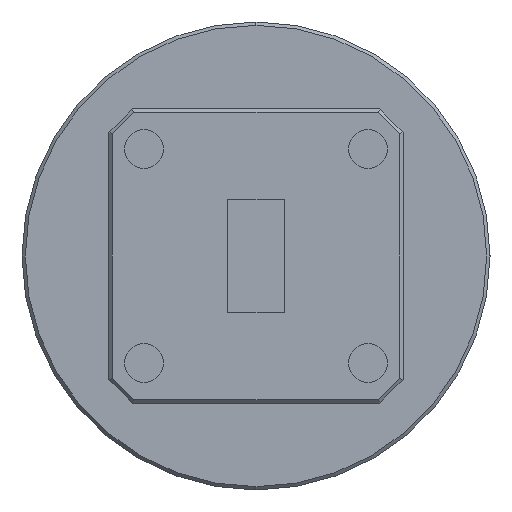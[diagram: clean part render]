
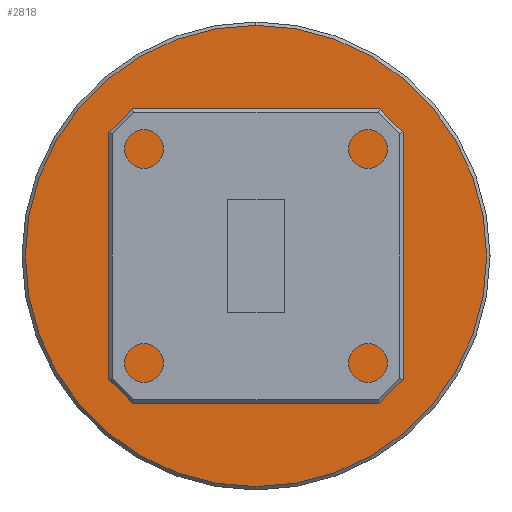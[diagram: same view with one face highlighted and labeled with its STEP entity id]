
A CAD part, left-side view. The second image highlights one B-rep face of the part: STEP entity #2818.
In plain terms, the highlighted planar face has unit normal (-1, 0, 0).
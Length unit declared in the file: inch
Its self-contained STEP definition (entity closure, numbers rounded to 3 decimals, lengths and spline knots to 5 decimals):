
#654 = CARTESIAN_POINT ( 'NONE',  ( -0.57944, -0.07665, 1.04784 ) ) ;
#953 = CARTESIAN_POINT ( 'NONE',  ( -0.57944, -0.07665, -0.33216 ) ) ;
#1013 = CIRCLE ( 'NONE', #2632, 0.69 ) ;
#1076 = AXIS2_PLACEMENT_3D ( 'NONE', #8152, #1861, #6731 ) ;
#1491 = VERTEX_POINT ( 'NONE', #3745 ) ;
#1750 = EDGE_CURVE ( 'NONE', #2951, #5804, #2995, .T. ) ;
#1781 = FACE_BOUND ( 'NONE', #5878, .T. ) ;
#1861 = DIRECTION ( 'NONE',  ( -1., 0., 0. ) ) ;
#2056 = AXIS2_PLACEMENT_3D ( 'NONE', #5180, #7951, #3718 ) ;
#2405 = DIRECTION ( 'NONE',  ( 0., 0., 1. ) ) ;
#2480 = CARTESIAN_POINT ( 'NONE',  ( -0.57944, -0.07665, 0.35784 ) ) ;
#2523 = DIRECTION ( 'NONE',  ( -1., 0., 0. ) ) ;
#2632 = AXIS2_PLACEMENT_3D ( 'NONE', #9034, #7996, #2405 ) ;
#2650 = CIRCLE ( 'NONE', #3516, 0.271 ) ;
#2818 = ADVANCED_FACE ( 'NONE', ( #1781, #3280 ), #5942, .T. ) ;
#2951 = VERTEX_POINT ( 'NONE', #654 ) ;
#2995 = CIRCLE ( 'NONE', #1076, 0.69 ) ;
#3079 = EDGE_LOOP ( 'NONE', ( #3881, #3108 ) ) ;
#3087 = EDGE_CURVE ( 'NONE', #7516, #1491, #2650, .T. ) ;
#3108 = ORIENTED_EDGE ( 'NONE', *, *, #1750, .T. ) ;
#3280 = FACE_OUTER_BOUND ( 'NONE', #3079, .T. ) ;
#3462 = EDGE_CURVE ( 'NONE', #1491, #7516, #7632, .T. ) ;
#3516 = AXIS2_PLACEMENT_3D ( 'NONE', #8479, #6518, #3735 ) ;
#3718 = DIRECTION ( 'NONE',  ( 0., -1., 0. ) ) ;
#3735 = DIRECTION ( 'NONE',  ( 0., -1., 0. ) ) ;
#3745 = CARTESIAN_POINT ( 'NONE',  ( -0.57944, -0.07665, 0.62884 ) ) ;
#3789 = ORIENTED_EDGE ( 'NONE', *, *, #3087, .F. ) ;
#3881 = ORIENTED_EDGE ( 'NONE', *, *, #7182, .T. ) ;
#5180 = CARTESIAN_POINT ( 'NONE',  ( -0.57944, -0.07665, 0.35784 ) ) ;
#5305 = DIRECTION ( 'NONE',  ( 0., -1., 0. ) ) ;
#5312 = ORIENTED_EDGE ( 'NONE', *, *, #3462, .F. ) ;
#5804 = VERTEX_POINT ( 'NONE', #953 ) ;
#5878 = EDGE_LOOP ( 'NONE', ( #3789, #5312 ) ) ;
#5942 = PLANE ( 'NONE',  #9099 ) ;
#6518 = DIRECTION ( 'NONE',  ( -1., 0., 0. ) ) ;
#6731 = DIRECTION ( 'NONE',  ( 0., 0., 1. ) ) ;
#7182 = EDGE_CURVE ( 'NONE', #5804, #2951, #1013, .T. ) ;
#7516 = VERTEX_POINT ( 'NONE', #8217 ) ;
#7632 = CIRCLE ( 'NONE', #2056, 0.271 ) ;
#7951 = DIRECTION ( 'NONE',  ( -1., 0., 0. ) ) ;
#7996 = DIRECTION ( 'NONE',  ( -1., 0., 0. ) ) ;
#8152 = CARTESIAN_POINT ( 'NONE',  ( -0.57944, -0.07665, 0.35784 ) ) ;
#8217 = CARTESIAN_POINT ( 'NONE',  ( -0.57944, -0.07665, 0.08684 ) ) ;
#8479 = CARTESIAN_POINT ( 'NONE',  ( -0.57944, -0.07665, 0.35784 ) ) ;
#9034 = CARTESIAN_POINT ( 'NONE',  ( -0.57944, -0.07665, 0.35784 ) ) ;
#9099 = AXIS2_PLACEMENT_3D ( 'NONE', #2480, #2523, #5305 ) ;
